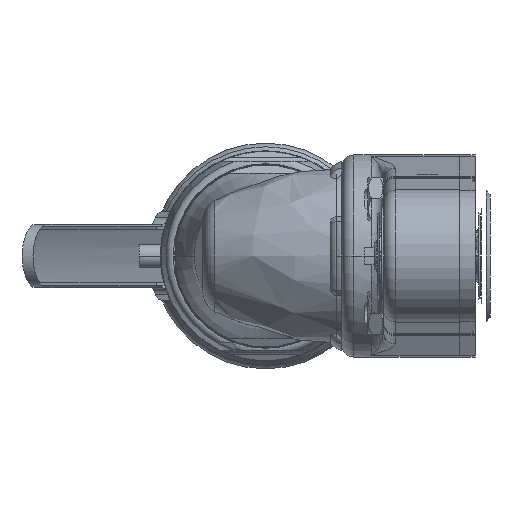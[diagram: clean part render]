
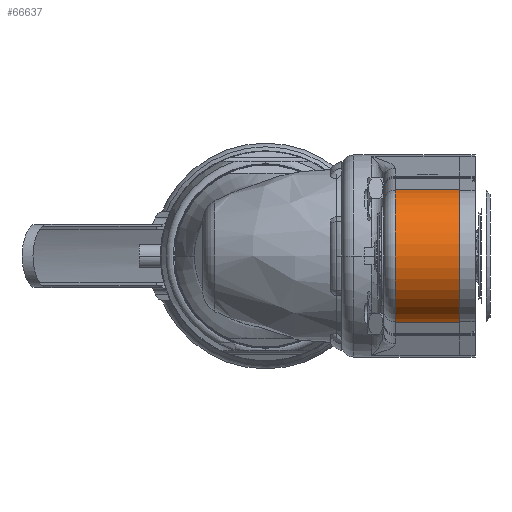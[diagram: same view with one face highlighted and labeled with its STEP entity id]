
A CAD part, left-side view. The second image highlights one B-rep face of the part: STEP entity #66637.
In plain terms, the highlighted cylindrical face has radius 13.487 mm (diameter 26.975 mm), a partial arc.
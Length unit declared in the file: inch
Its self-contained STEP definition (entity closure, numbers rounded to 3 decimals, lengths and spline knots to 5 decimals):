
#65711=CARTESIAN_POINT('',(-14.56605,-1.5355,0.));
#65712=DIRECTION('',(0.,-1.,0.));
#65713=DIRECTION('',(-0.173,0.,0.985));
#65714=AXIS2_PLACEMENT_3D('',#65711,#65712,#65713);
#65716=DIRECTION('',(0.,1.,0.));
#65717=VECTOR('',#65716,0.5075);
#65718=CARTESIAN_POINT('',(-14.65816,-1.5355,-0.52295));
#65719=LINE('',#65718,#65717);
#65724=DIRECTION('',(0.,1.,0.));
#65725=VECTOR('',#65724,0.5075);
#65726=CARTESIAN_POINT('',(-14.65816,-1.5355,0.52295));
#65727=LINE('',#65726,#65725);
#66100=CARTESIAN_POINT('',(-14.56605,-1.028,0.));
#66101=DIRECTION('',(0.,1.,0.));
#66102=DIRECTION('',(-0.173,0.,-0.985));
#66103=AXIS2_PLACEMENT_3D('',#66100,#66101,#66102);
#66304=CARTESIAN_POINT('',(-14.65816,-1.5355,-0.52295));
#66305=VERTEX_POINT('',#66304);
#66306=CARTESIAN_POINT('',(-14.65816,-1.5355,0.52295));
#66307=VERTEX_POINT('',#66306);
#66369=CARTESIAN_POINT('',(-14.65816,-1.028,0.52295));
#66370=VERTEX_POINT('',#66369);
#66373=CARTESIAN_POINT('',(-14.65816,-1.028,-0.52295));
#66374=VERTEX_POINT('',#66373);
#66623=CARTESIAN_POINT('',(-14.56605,-1.5355,0.));
#66624=DIRECTION('',(0.,1.,0.));
#66625=DIRECTION('',(1.,0.,0.));
#66626=AXIS2_PLACEMENT_3D('',#66623,#66624,#66625);
#66627=CYLINDRICAL_SURFACE('',#66626,0.531);
#66629=ORIENTED_EDGE('',*,*,#66628,.T.);
#66631=ORIENTED_EDGE('',*,*,#66630,.F.);
#66633=ORIENTED_EDGE('',*,*,#66632,.T.);
#66634=ORIENTED_EDGE('',*,*,#66615,.T.);
#66635=EDGE_LOOP('',(#66629,#66631,#66633,#66634));
#66636=FACE_OUTER_BOUND('',#66635,.F.);
#66637=ADVANCED_FACE('',(#66636),#66627,.T.);
#65715=CIRCLE('',#65714,0.531);
#66104=CIRCLE('',#66103,0.531);
#66615=EDGE_CURVE('',#66305,#66374,#65719,.T.);
#66628=EDGE_CURVE('',#66374,#66370,#66104,.T.);
#66630=EDGE_CURVE('',#66307,#66370,#65727,.T.);
#66632=EDGE_CURVE('',#66307,#66305,#65715,.T.);
